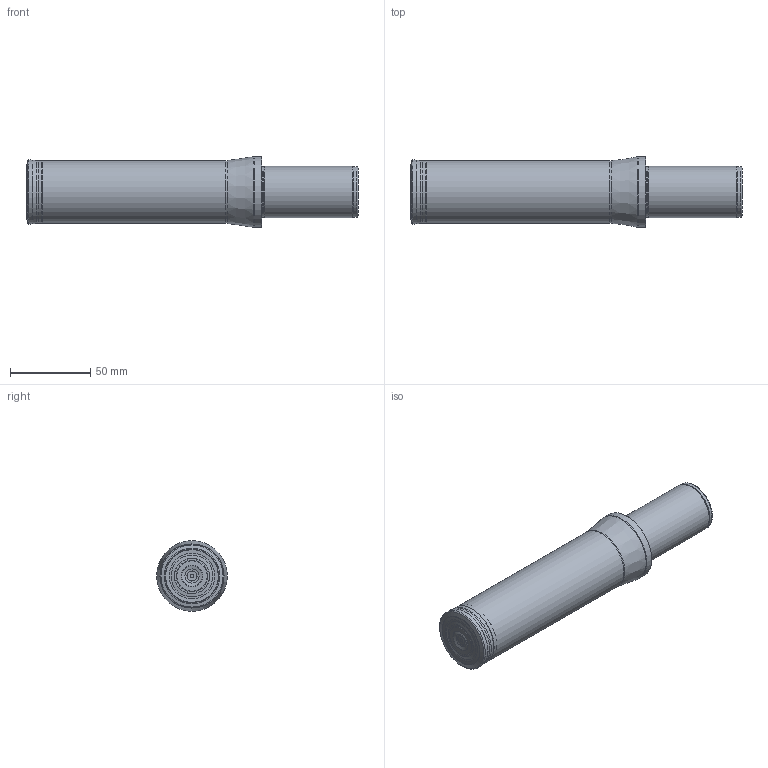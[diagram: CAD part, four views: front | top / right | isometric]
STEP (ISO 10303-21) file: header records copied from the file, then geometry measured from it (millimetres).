
FILE_DESCRIPTION(/* description */ (''),/* implementation_level */ '2;1');
FILE_NAME(/* name */ 'ATUM-40XD3-SOMT-130408-light.stp',/* time_stamp */ '2023-10-20T20:54:18+03:00',/* author */ (''),/* organization */ (''),/* preprocessor_version */ 'ST-DEVELOPER v19.4',/* originating_system */ 'SIEMENS PLM Software NX2306.3001',/* authorisation */ '');
FILE_SCHEMA (('AUTOMOTIVE_DESIGN { 1 0 10303 214 3 1 1 1 }'));
Length unit declared in the file: millimetre
Products named in the file (1): STP_ATUM 38XD3 SOMT 130408
Bounding box: 207 x 44 x 44 mm (x, y, z)
Volume: 241397.2 mm3; surface area: 30465.4 mm2
Topology: 2 solids, 2 shells, 58 faces, 144 edges, 91 vertices
Faces by surface type: revolution 35, torus 8, cylinder 5, cone 5, plane 5
Full cylindrical faces by diameter (mm): 31.5 x2, 32 x1, 39 x1, 44 x1
Entity records: 1330 total; most frequent: CARTESIAN_POINT 281, DIRECTION 221, EDGE_LOOP 112, ORIENTED_EDGE 112, FACE_BOUND 108, AXIS2_PLACEMENT_3D 84, CIRCLE 60, ADVANCED_FACE 58
